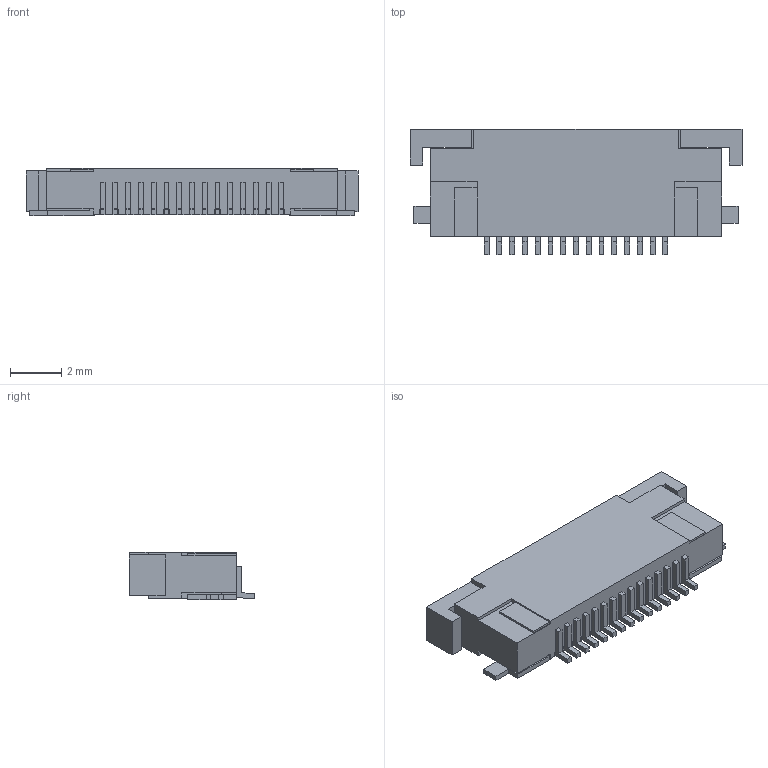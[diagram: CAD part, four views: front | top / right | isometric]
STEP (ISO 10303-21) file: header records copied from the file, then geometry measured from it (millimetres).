
FILE_DESCRIPTION(('FreeCAD Model'),'2;1');
FILE_NAME('ISFV15R_2STLF.step', '2018-07-11T22:13:57',('Author'),(''), 'Open CASCADE STEP processor 6.8','FreeCAD','Unknown');
FILE_SCHEMA(('AUTOMOTIVE_DESIGN_CC2 { 1 2 10303 214 -1 1 5 4 }'));
Length unit declared in the file: millimetre
Products named in the file (2): ASSEMBLY; ISFV15R_2STLF
Assembly tree (1 placements, depth 2):
  ASSEMBLY
    ISFV15R_2STLF
Bounding box: 13 x 4.9 x 1.87 mm (x, y, z)
Volume: 79.8 mm3; surface area: 262.9 mm2
Topology: 1 solids, 1 shells, 355 faces, 1057 edges, 704 vertices
Faces by surface type: plane 340, cylinder 15
Entity records: 26785 total; most frequent: CARTESIAN_POINT 5672, DIRECTION 3855, LINE 3051, VECTOR 3051, ORIENTED_EDGE 2114, PCURVE 2114, DEFINITIONAL_REPRESENTATION 2114, EDGE_CURVE 1057
